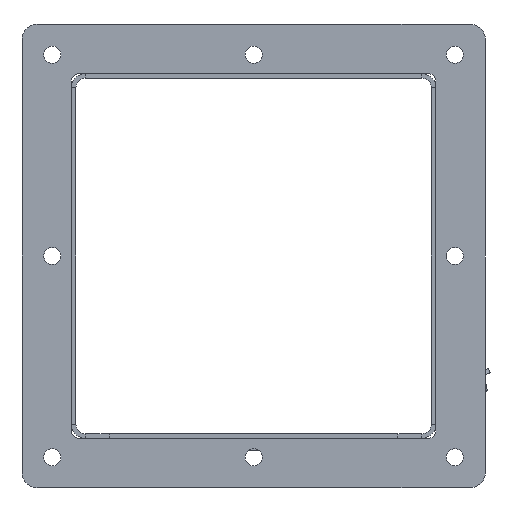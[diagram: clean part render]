
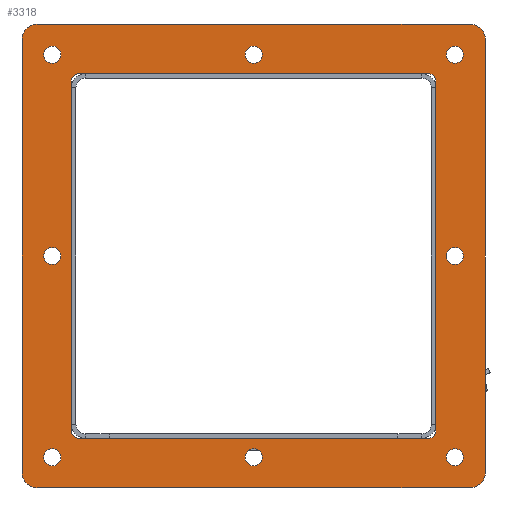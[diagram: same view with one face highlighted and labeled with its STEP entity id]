
A CAD part, front view. The second image highlights one B-rep face of the part: STEP entity #3318.
In plain terms, the highlighted face is planar.
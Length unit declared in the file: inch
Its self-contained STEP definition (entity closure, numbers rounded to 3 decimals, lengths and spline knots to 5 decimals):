
#120=FACE_BOUND($,#585,.T.);
#121=FACE_BOUND($,#586,.T.);
#122=FACE_BOUND($,#587,.T.);
#123=FACE_BOUND($,#588,.T.);
#124=FACE_BOUND($,#589,.T.);
#125=FACE_BOUND($,#590,.T.);
#126=FACE_BOUND($,#591,.T.);
#127=FACE_BOUND($,#592,.T.);
#128=FACE_BOUND($,#593,.T.);
#129=FACE_BOUND($,#594,.T.);
#229=PLANE($,#3584);
#585=EDGE_LOOP($,(#2467));
#586=EDGE_LOOP($,(#2468));
#587=EDGE_LOOP($,(#2469));
#588=EDGE_LOOP($,(#2470));
#589=EDGE_LOOP($,(#2471,#2472,#2473,#2474,#2475,#2476,#2477,#2478));
#590=EDGE_LOOP($,(#2479,#2480,#2481,#2482,#2483,#2484,#2485,#2486));
#591=EDGE_LOOP($,(#2487));
#592=EDGE_LOOP($,(#2488));
#593=EDGE_LOOP($,(#2489));
#594=EDGE_LOOP($,(#2490));
#768=CIRCLE($,#3529,0.125);
#770=CIRCLE($,#3533,0.125);
#772=CIRCLE($,#3537,0.125);
#774=CIRCLE($,#3541,0.125);
#776=CIRCLE($,#3545,0.14063);
#778=CIRCLE($,#3548,0.14063);
#780=CIRCLE($,#3551,0.14063);
#782=CIRCLE($,#3554,0.14063);
#783=CIRCLE($,#3556,0.25);
#792=CIRCLE($,#3568,0.25);
#793=CIRCLE($,#3571,0.25);
#794=CIRCLE($,#3574,0.25);
#795=CIRCLE($,#3576,0.14063);
#796=CIRCLE($,#3578,0.14063);
#797=CIRCLE($,#3580,0.14063);
#798=CIRCLE($,#3582,0.14063);
#939=LINE($,#5010,#1249);
#942=LINE($,#5021,#1252);
#946=LINE($,#5033,#1256);
#949=LINE($,#5042,#1259);
#955=LINE($,#5078,#1265);
#961=LINE($,#5106,#1271);
#964=LINE($,#5114,#1274);
#966=LINE($,#5132,#1276);
#1249=VECTOR($,#4008,5.75);
#1252=VECTOR($,#4019,5.75);
#1256=VECTOR($,#4031,5.75);
#1259=VECTOR($,#4042,5.75);
#1265=VECTOR($,#4080,7.125);
#1271=VECTOR($,#4108,7.125);
#1274=VECTOR($,#4117,7.125);
#1276=VECTOR($,#4141,7.125);
#1537=VERTEX_POINT($,#5000);
#1538=VERTEX_POINT($,#5002);
#1540=VERTEX_POINT($,#5008);
#1543=VERTEX_POINT($,#5015);
#1544=VERTEX_POINT($,#5017);
#1547=VERTEX_POINT($,#5027);
#1548=VERTEX_POINT($,#5029);
#1550=VERTEX_POINT($,#5038);
#1552=VERTEX_POINT($,#5047);
#1554=VERTEX_POINT($,#5052);
#1556=VERTEX_POINT($,#5057);
#1558=VERTEX_POINT($,#5062);
#1559=VERTEX_POINT($,#5065);
#1560=VERTEX_POINT($,#5066);
#1564=VERTEX_POINT($,#5076);
#1574=VERTEX_POINT($,#5100);
#1575=VERTEX_POINT($,#5104);
#1576=VERTEX_POINT($,#5108);
#1577=VERTEX_POINT($,#5112);
#1578=VERTEX_POINT($,#5116);
#1579=VERTEX_POINT($,#5120);
#1580=VERTEX_POINT($,#5123);
#1581=VERTEX_POINT($,#5126);
#1582=VERTEX_POINT($,#5129);
#1855=EDGE_CURVE($,#1537,#1538,#768,.T.);
#1859=EDGE_CURVE($,#1537,#1540,#939,.T.);
#1862=EDGE_CURVE($,#1543,#1544,#770,.T.);
#1864=EDGE_CURVE($,#1543,#1538,#942,.T.);
#1868=EDGE_CURVE($,#1547,#1548,#772,.T.);
#1870=EDGE_CURVE($,#1547,#1544,#946,.T.);
#1874=EDGE_CURVE($,#1550,#1540,#774,.T.);
#1875=EDGE_CURVE($,#1550,#1548,#949,.T.);
#1878=EDGE_CURVE($,#1552,#1552,#776,.T.);
#1880=EDGE_CURVE($,#1554,#1554,#778,.T.);
#1882=EDGE_CURVE($,#1556,#1556,#780,.T.);
#1884=EDGE_CURVE($,#1558,#1558,#782,.T.);
#1885=EDGE_CURVE($,#1559,#1560,#783,.T.);
#1891=EDGE_CURVE($,#1564,#1559,#955,.T.);
#1902=EDGE_CURVE($,#1574,#1564,#792,.T.);
#1905=EDGE_CURVE($,#1575,#1574,#961,.T.);
#1906=EDGE_CURVE($,#1576,#1575,#793,.T.);
#1909=EDGE_CURVE($,#1577,#1576,#964,.T.);
#1910=EDGE_CURVE($,#1578,#1577,#794,.T.);
#1912=EDGE_CURVE($,#1579,#1579,#795,.T.);
#1913=EDGE_CURVE($,#1580,#1580,#796,.T.);
#1914=EDGE_CURVE($,#1581,#1581,#797,.T.);
#1915=EDGE_CURVE($,#1582,#1582,#798,.T.);
#1916=EDGE_CURVE($,#1560,#1578,#966,.T.);
#2467=ORIENTED_EDGE($,*,*,#1878,.T.);
#2468=ORIENTED_EDGE($,*,*,#1880,.T.);
#2469=ORIENTED_EDGE($,*,*,#1882,.T.);
#2470=ORIENTED_EDGE($,*,*,#1884,.T.);
#2471=ORIENTED_EDGE($,*,*,#1885,.F.);
#2472=ORIENTED_EDGE($,*,*,#1891,.F.);
#2473=ORIENTED_EDGE($,*,*,#1902,.F.);
#2474=ORIENTED_EDGE($,*,*,#1905,.F.);
#2475=ORIENTED_EDGE($,*,*,#1906,.F.);
#2476=ORIENTED_EDGE($,*,*,#1909,.F.);
#2477=ORIENTED_EDGE($,*,*,#1910,.F.);
#2478=ORIENTED_EDGE($,*,*,#1916,.F.);
#2479=ORIENTED_EDGE($,*,*,#1859,.T.);
#2480=ORIENTED_EDGE($,*,*,#1874,.F.);
#2481=ORIENTED_EDGE($,*,*,#1875,.T.);
#2482=ORIENTED_EDGE($,*,*,#1868,.F.);
#2483=ORIENTED_EDGE($,*,*,#1870,.T.);
#2484=ORIENTED_EDGE($,*,*,#1862,.F.);
#2485=ORIENTED_EDGE($,*,*,#1864,.T.);
#2486=ORIENTED_EDGE($,*,*,#1855,.F.);
#2487=ORIENTED_EDGE($,*,*,#1912,.T.);
#2488=ORIENTED_EDGE($,*,*,#1913,.T.);
#2489=ORIENTED_EDGE($,*,*,#1914,.T.);
#2490=ORIENTED_EDGE($,*,*,#1915,.T.);
#3318=ADVANCED_FACE($,(#120,#121,#122,#123,#124,#125,#126,#127,#128,#129),
#229,.T.);
#3529=AXIS2_PLACEMENT_3D($,#5003,#4001,#4002);
#3533=AXIS2_PLACEMENT_3D($,#5018,#4014,#4015);
#3537=AXIS2_PLACEMENT_3D($,#5030,#4026,#4027);
#3541=AXIS2_PLACEMENT_3D($,#5040,#4038,#4039);
#3545=AXIS2_PLACEMENT_3D($,#5048,#4048,#4049);
#3548=AXIS2_PLACEMENT_3D($,#5053,#4054,#4055);
#3551=AXIS2_PLACEMENT_3D($,#5058,#4060,#4061);
#3554=AXIS2_PLACEMENT_3D($,#5063,#4066,#4067);
#3556=AXIS2_PLACEMENT_3D($,#5067,#4070,#4071);
#3568=AXIS2_PLACEMENT_3D($,#5101,#4102,#4103);
#3571=AXIS2_PLACEMENT_3D($,#5109,#4111,#4112);
#3574=AXIS2_PLACEMENT_3D($,#5117,#4120,#4121);
#3576=AXIS2_PLACEMENT_3D($,#5121,#4125,#4126);
#3578=AXIS2_PLACEMENT_3D($,#5124,#4129,#4130);
#3580=AXIS2_PLACEMENT_3D($,#5127,#4133,#4134);
#3582=AXIS2_PLACEMENT_3D($,#5130,#4137,#4138);
#3584=AXIS2_PLACEMENT_3D($,#5133,#4142,#4143);
#4001=DIRECTION('center_axis',(0.,0.,1.));
#4002=DIRECTION('ref_axis',(-0.707,-0.707,0.));
#4008=DIRECTION($,(0.,1.,0.));
#4014=DIRECTION('center_axis',(0.,0.,1.));
#4015=DIRECTION('ref_axis',(0.707,-0.707,0.));
#4019=DIRECTION($,(-1.,0.,0.));
#4026=DIRECTION('center_axis',(0.,0.,1.));
#4027=DIRECTION('ref_axis',(0.707,0.707,0.));
#4031=DIRECTION($,(0.,-1.,0.));
#4038=DIRECTION('center_axis',(0.,0.,1.));
#4039=DIRECTION('ref_axis',(-0.707,0.707,0.));
#4042=DIRECTION($,(1.,0.,0.));
#4048=DIRECTION('center_axis',(0.,0.,-1.));
#4049=DIRECTION('ref_axis',(-1.,0.,0.));
#4054=DIRECTION('center_axis',(0.,0.,-1.));
#4055=DIRECTION('ref_axis',(-1.,0.,0.));
#4060=DIRECTION('center_axis',(0.,0.,-1.));
#4061=DIRECTION('ref_axis',(-1.,0.,0.));
#4066=DIRECTION('center_axis',(0.,0.,-1.));
#4067=DIRECTION('ref_axis',(-1.,0.,0.));
#4070=DIRECTION('center_axis',(0.,0.,-1.));
#4071=DIRECTION('ref_axis',(-0.707,-0.707,0.));
#4080=DIRECTION($,(-1.,0.,0.));
#4102=DIRECTION('center_axis',(0.,0.,-1.));
#4103=DIRECTION('ref_axis',(0.707,-0.707,0.));
#4108=DIRECTION($,(0.,-1.,0.));
#4111=DIRECTION('center_axis',(0.,0.,-1.));
#4112=DIRECTION('ref_axis',(0.707,0.707,0.));
#4117=DIRECTION($,(1.,0.,0.));
#4120=DIRECTION('center_axis',(0.,0.,-1.));
#4121=DIRECTION('ref_axis',(-0.707,0.707,0.));
#4125=DIRECTION('center_axis',(0.,0.,-1.));
#4126=DIRECTION('ref_axis',(-1.,0.,0.));
#4129=DIRECTION('center_axis',(0.,0.,-1.));
#4130=DIRECTION('ref_axis',(-1.,0.,0.));
#4133=DIRECTION('center_axis',(0.,0.,-1.));
#4134=DIRECTION('ref_axis',(-1.,0.,0.));
#4137=DIRECTION('center_axis',(0.,0.,-1.));
#4138=DIRECTION('ref_axis',(-1.,0.,0.));
#4141=DIRECTION($,(0.,1.,0.));
#4142=DIRECTION('center_axis',(0.,0.,1.));
#4143=DIRECTION('ref_axis',(1.,0.,0.));
#5000=CARTESIAN_POINT('',(-3.,-2.875,0.125));
#5002=CARTESIAN_POINT('',(-2.875,-3.,0.125));
#5003=CARTESIAN_POINT('Origin',(-2.875,-2.875,0.125));
#5008=CARTESIAN_POINT('',(-3.,2.875,0.125));
#5010=CARTESIAN_POINT($,(-3.,-1.5,0.125));
#5015=CARTESIAN_POINT('',(2.875,-3.,0.125));
#5017=CARTESIAN_POINT('',(3.,-2.875,0.125));
#5018=CARTESIAN_POINT('Origin',(2.875,-2.875,0.125));
#5021=CARTESIAN_POINT($,(1.5,-3.,0.125));
#5027=CARTESIAN_POINT('',(3.,2.875,0.125));
#5029=CARTESIAN_POINT('',(2.875,3.,0.125));
#5030=CARTESIAN_POINT('Origin',(2.875,2.875,0.125));
#5033=CARTESIAN_POINT($,(3.,1.5,0.125));
#5038=CARTESIAN_POINT('',(-2.875,3.,0.125));
#5040=CARTESIAN_POINT('Origin',(-2.875,2.875,0.125));
#5042=CARTESIAN_POINT($,(-1.5,3.,0.125));
#5047=CARTESIAN_POINT('',(3.45313,0.,0.125));
#5048=CARTESIAN_POINT('Origin',(3.3125,0.,0.125));
#5052=CARTESIAN_POINT('',(0.14063,3.3125,0.125));
#5053=CARTESIAN_POINT('Origin',(0.,3.3125,0.125));
#5057=CARTESIAN_POINT('',(-3.17188,0.,0.125));
#5058=CARTESIAN_POINT('Origin',(-3.3125,0.,0.125));
#5062=CARTESIAN_POINT('',(0.14063,-3.3125,0.125));
#5063=CARTESIAN_POINT('Origin',(0.,-3.3125,0.125));
#5065=CARTESIAN_POINT('',(-3.5625,-3.8125,0.125));
#5066=CARTESIAN_POINT('',(-3.8125,-3.5625,0.125));
#5067=CARTESIAN_POINT('Origin',(-3.5625,-3.5625,0.125));
#5076=CARTESIAN_POINT('',(3.5625,-3.8125,0.125));
#5078=CARTESIAN_POINT($,(-3.8125,-3.8125,0.125));
#5100=CARTESIAN_POINT('',(3.8125,-3.5625,0.125));
#5101=CARTESIAN_POINT('Origin',(3.5625,-3.5625,0.125));
#5104=CARTESIAN_POINT('',(3.8125,3.5625,0.125));
#5106=CARTESIAN_POINT($,(3.8125,-3.8125,0.125));
#5108=CARTESIAN_POINT('',(3.5625,3.8125,0.125));
#5109=CARTESIAN_POINT('Origin',(3.5625,3.5625,0.125));
#5112=CARTESIAN_POINT('',(-3.5625,3.8125,0.125));
#5114=CARTESIAN_POINT($,(3.8125,3.8125,0.125));
#5116=CARTESIAN_POINT('',(-3.8125,3.5625,0.125));
#5117=CARTESIAN_POINT('Origin',(-3.5625,3.5625,0.125));
#5120=CARTESIAN_POINT('',(-3.17188,3.3125,0.125));
#5121=CARTESIAN_POINT('Origin',(-3.3125,3.3125,0.125));
#5123=CARTESIAN_POINT('',(-3.17188,-3.3125,0.125));
#5124=CARTESIAN_POINT('Origin',(-3.3125,-3.3125,0.125));
#5126=CARTESIAN_POINT('',(3.45313,-3.3125,0.125));
#5127=CARTESIAN_POINT('Origin',(3.3125,-3.3125,0.125));
#5129=CARTESIAN_POINT('',(3.45313,3.3125,0.125));
#5130=CARTESIAN_POINT('Origin',(3.3125,3.3125,0.125));
#5132=CARTESIAN_POINT($,(-3.8125,3.8125,0.125));
#5133=CARTESIAN_POINT('Origin',(0.,0.,
0.125));
